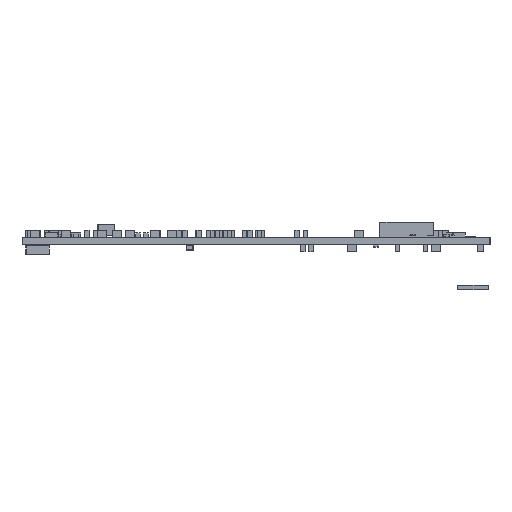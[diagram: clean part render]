
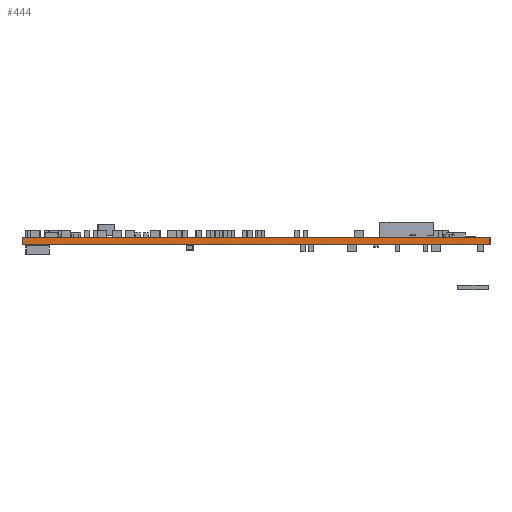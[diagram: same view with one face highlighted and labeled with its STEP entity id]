
A CAD part, left-side view. The second image highlights one B-rep face of the part: STEP entity #444.
In plain terms, the highlighted planar face has unit normal (-1, 0, 0).
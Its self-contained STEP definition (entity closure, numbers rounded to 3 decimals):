
#444 = ADVANCED_FACE('',(#445),#459,.T.);
#445 = FACE_BOUND('',#446,.T.);
#446 = EDGE_LOOP('',(#447,#482,#510,#538));
#447 = ORIENTED_EDGE('',*,*,#448,.T.);
#448 = EDGE_CURVE('',#449,#451,#453,.T.);
#449 = VERTEX_POINT('',#450);
#450 = CARTESIAN_POINT('',(-81.5,-51.998,0.));
#451 = VERTEX_POINT('',#452);
#452 = CARTESIAN_POINT('',(-81.5,-51.998,0.798));
#453 = SURFACE_CURVE('',#454,(#458,#470),.PCURVE_S1.);
#454 = LINE('',#455,#456);
#455 = CARTESIAN_POINT('',(-81.5,-51.998,0.));
#456 = VECTOR('',#457,1.);
#457 = DIRECTION('',(0.,0.,1.));
#458 = PCURVE('',#459,#464);
#459 = PLANE('',#460);
#460 = AXIS2_PLACEMENT_3D('',#461,#462,#463);
#461 = CARTESIAN_POINT('',(-81.5,-51.998,0.));
#462 = DIRECTION('',(-1.,0.,0.));
#463 = DIRECTION('',(0.,1.,0.));
#464 = DEFINITIONAL_REPRESENTATION('',(#465),#469);
#465 = LINE('',#466,#467);
#466 = CARTESIAN_POINT('',(0.,0.));
#467 = VECTOR('',#468,1.);
#468 = DIRECTION('',(0.,-1.));
#469 = ( GEOMETRIC_REPRESENTATION_CONTEXT(2) 
PARAMETRIC_REPRESENTATION_CONTEXT() REPRESENTATION_CONTEXT('2D SPACE',''
  ) );
#470 = PCURVE('',#471,#476);
#471 = PLANE('',#472);
#472 = AXIS2_PLACEMENT_3D('',#473,#474,#475);
#473 = CARTESIAN_POINT('',(0.,-51.998,0.));
#474 = DIRECTION('',(0.,-1.,0.));
#475 = DIRECTION('',(-1.,0.,0.));
#476 = DEFINITIONAL_REPRESENTATION('',(#477),#481);
#477 = LINE('',#478,#479);
#478 = CARTESIAN_POINT('',(81.5,0.));
#479 = VECTOR('',#480,1.);
#480 = DIRECTION('',(0.,-1.));
#481 = ( GEOMETRIC_REPRESENTATION_CONTEXT(2) 
PARAMETRIC_REPRESENTATION_CONTEXT() REPRESENTATION_CONTEXT('2D SPACE',''
  ) );
#482 = ORIENTED_EDGE('',*,*,#483,.T.);
#483 = EDGE_CURVE('',#451,#484,#486,.T.);
#484 = VERTEX_POINT('',#485);
#485 = CARTESIAN_POINT('',(-81.506,-0.003,0.798));
#486 = SURFACE_CURVE('',#487,(#491,#498),.PCURVE_S1.);
#487 = LINE('',#488,#489);
#488 = CARTESIAN_POINT('',(-81.5,-51.998,0.798));
#489 = VECTOR('',#490,1.);
#490 = DIRECTION('',(0.,1.,0.));
#491 = PCURVE('',#459,#492);
#492 = DEFINITIONAL_REPRESENTATION('',(#493),#497);
#493 = LINE('',#494,#495);
#494 = CARTESIAN_POINT('',(0.,-0.798));
#495 = VECTOR('',#496,1.);
#496 = DIRECTION('',(1.,0.));
#497 = ( GEOMETRIC_REPRESENTATION_CONTEXT(2) 
PARAMETRIC_REPRESENTATION_CONTEXT() REPRESENTATION_CONTEXT('2D SPACE',''
  ) );
#498 = PCURVE('',#499,#504);
#499 = PLANE('',#500);
#500 = AXIS2_PLACEMENT_3D('',#501,#502,#503);
#501 = CARTESIAN_POINT('',(-81.5,-51.998,0.798));
#502 = DIRECTION('',(0.,0.,1.));
#503 = DIRECTION('',(1.,0.,0.));
#504 = DEFINITIONAL_REPRESENTATION('',(#505),#509);
#505 = LINE('',#506,#507);
#506 = CARTESIAN_POINT('',(0.,0.));
#507 = VECTOR('',#508,1.);
#508 = DIRECTION('',(0.,1.));
#509 = ( GEOMETRIC_REPRESENTATION_CONTEXT(2) 
PARAMETRIC_REPRESENTATION_CONTEXT() REPRESENTATION_CONTEXT('2D SPACE',''
  ) );
#510 = ORIENTED_EDGE('',*,*,#511,.F.);
#511 = EDGE_CURVE('',#512,#484,#514,.T.);
#512 = VERTEX_POINT('',#513);
#513 = CARTESIAN_POINT('',(-81.506,-0.003,0.));
#514 = SURFACE_CURVE('',#515,(#519,#526),.PCURVE_S1.);
#515 = LINE('',#516,#517);
#516 = CARTESIAN_POINT('',(-81.506,-0.003,0.));
#517 = VECTOR('',#518,1.);
#518 = DIRECTION('',(0.,0.,1.));
#519 = PCURVE('',#459,#520);
#520 = DEFINITIONAL_REPRESENTATION('',(#521),#525);
#521 = LINE('',#522,#523);
#522 = CARTESIAN_POINT('',(51.995,0.));
#523 = VECTOR('',#524,1.);
#524 = DIRECTION('',(0.,-1.));
#525 = ( GEOMETRIC_REPRESENTATION_CONTEXT(2) 
PARAMETRIC_REPRESENTATION_CONTEXT() REPRESENTATION_CONTEXT('2D SPACE',''
  ) );
#526 = PCURVE('',#527,#532);
#527 = PLANE('',#528);
#528 = AXIS2_PLACEMENT_3D('',#529,#530,#531);
#529 = CARTESIAN_POINT('',(-81.506,-0.003,0.));
#530 = DIRECTION('',(0.,1.,0.));
#531 = DIRECTION('',(1.,0.,0.));
#532 = DEFINITIONAL_REPRESENTATION('',(#533),#537);
#533 = LINE('',#534,#535);
#534 = CARTESIAN_POINT('',(0.,0.));
#535 = VECTOR('',#536,1.);
#536 = DIRECTION('',(0.,-1.));
#537 = ( GEOMETRIC_REPRESENTATION_CONTEXT(2) 
PARAMETRIC_REPRESENTATION_CONTEXT() REPRESENTATION_CONTEXT('2D SPACE',''
  ) );
#538 = ORIENTED_EDGE('',*,*,#539,.F.);
#539 = EDGE_CURVE('',#449,#512,#540,.T.);
#540 = SURFACE_CURVE('',#541,(#545,#552),.PCURVE_S1.);
#541 = LINE('',#542,#543);
#542 = CARTESIAN_POINT('',(-81.5,-51.998,0.));
#543 = VECTOR('',#544,1.);
#544 = DIRECTION('',(0.,1.,0.));
#545 = PCURVE('',#459,#546);
#546 = DEFINITIONAL_REPRESENTATION('',(#547),#551);
#547 = LINE('',#548,#549);
#548 = CARTESIAN_POINT('',(0.,0.));
#549 = VECTOR('',#550,1.);
#550 = DIRECTION('',(1.,0.));
#551 = ( GEOMETRIC_REPRESENTATION_CONTEXT(2) 
PARAMETRIC_REPRESENTATION_CONTEXT() REPRESENTATION_CONTEXT('2D SPACE',''
  ) );
#552 = PCURVE('',#553,#558);
#553 = PLANE('',#554);
#554 = AXIS2_PLACEMENT_3D('',#555,#556,#557);
#555 = CARTESIAN_POINT('',(-81.5,-51.998,0.));
#556 = DIRECTION('',(0.,0.,1.));
#557 = DIRECTION('',(1.,0.,0.));
#558 = DEFINITIONAL_REPRESENTATION('',(#559),#563);
#559 = LINE('',#560,#561);
#560 = CARTESIAN_POINT('',(0.,0.));
#561 = VECTOR('',#562,1.);
#562 = DIRECTION('',(0.,1.));
#563 = ( GEOMETRIC_REPRESENTATION_CONTEXT(2) 
PARAMETRIC_REPRESENTATION_CONTEXT() REPRESENTATION_CONTEXT('2D SPACE',''
  ) );
